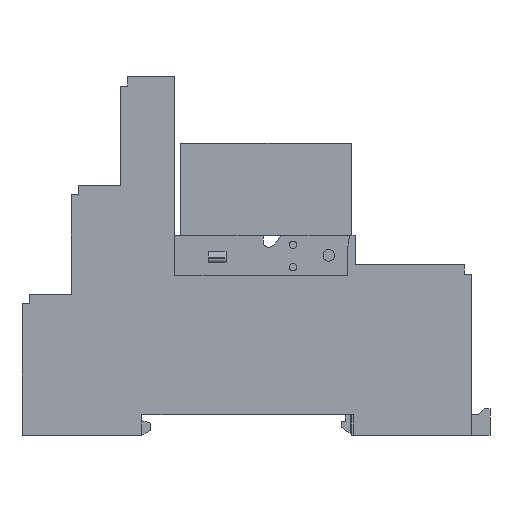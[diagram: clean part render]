
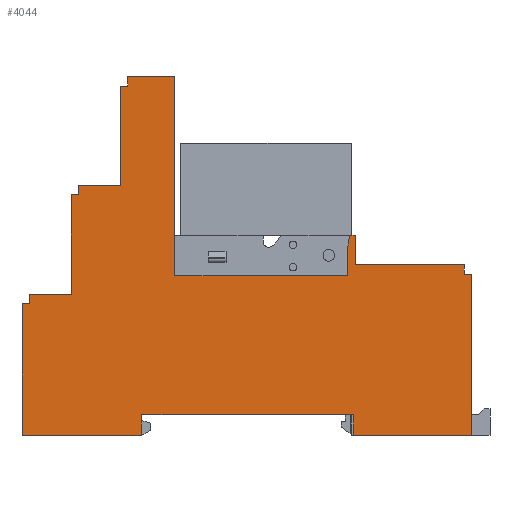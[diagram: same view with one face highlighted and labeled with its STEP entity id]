
A CAD part, left-side view. The second image highlights one B-rep face of the part: STEP entity #4044.
In plain terms, the highlighted planar face has unit normal (-1, 0, 0).
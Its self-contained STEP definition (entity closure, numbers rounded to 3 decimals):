
#51=DIRECTION('',(0.,-1.,0.));
#52=VECTOR('',#51,20.4);
#53=CARTESIAN_POINT('',(0.,76.4,0.));
#54=LINE('',#53,#52);
#55=DIRECTION('',(0.,0.,-1.));
#56=VECTOR('',#55,22.4);
#57=CARTESIAN_POINT('',(0.,76.4,22.4));
#58=LINE('',#57,#56);
#59=DIRECTION('',(0.,1.,0.));
#60=VECTOR('',#59,1.2);
#61=CARTESIAN_POINT('',(0.,75.2,22.4));
#62=LINE('',#61,#60);
#63=DIRECTION('',(0.,0.,-1.));
#64=VECTOR('',#63,1.6);
#65=CARTESIAN_POINT('',(0.,75.2,24.));
#66=LINE('',#65,#64);
#67=DIRECTION('',(0.,1.,0.));
#68=VECTOR('',#67,7.2);
#69=CARTESIAN_POINT('',(0.,68.,24.));
#70=LINE('',#69,#68);
#71=DIRECTION('',(0.,0.,-1.));
#72=VECTOR('',#71,16.9);
#73=CARTESIAN_POINT('',(0.,68.,40.9));
#74=LINE('',#73,#72);
#75=DIRECTION('',(0.,1.,0.));
#76=VECTOR('',#75,1.2);
#77=CARTESIAN_POINT('',(0.,66.8,40.9));
#78=LINE('',#77,#76);
#79=DIRECTION('',(0.,0.,-1.));
#80=VECTOR('',#79,1.6);
#81=CARTESIAN_POINT('',(0.,66.8,42.5));
#82=LINE('',#81,#80);
#83=DIRECTION('',(0.,1.,0.));
#84=VECTOR('',#83,7.2);
#85=CARTESIAN_POINT('',(0.,59.6,42.5));
#86=LINE('',#85,#84);
#87=DIRECTION('',(0.,0.,-1.));
#88=VECTOR('',#87,16.9);
#89=CARTESIAN_POINT('',(0.,59.6,59.4));
#90=LINE('',#89,#88);
#91=DIRECTION('',(0.,1.,0.));
#92=VECTOR('',#91,1.2);
#93=CARTESIAN_POINT('',(0.,58.4,59.4));
#94=LINE('',#93,#92);
#95=DIRECTION('',(0.,0.,-1.));
#96=VECTOR('',#95,1.6);
#97=CARTESIAN_POINT('',(0.,58.4,61.));
#98=LINE('',#97,#96);
#99=DIRECTION('',(0.,1.,0.));
#100=VECTOR('',#99,8.);
#101=CARTESIAN_POINT('',(0.,50.4,61.));
#102=LINE('',#101,#100);
#103=DIRECTION('',(0.,0.,1.));
#104=VECTOR('',#103,33.9);
#105=CARTESIAN_POINT('',(0.,50.4,27.1));
#106=LINE('',#105,#104);
#107=DIRECTION('',(0.,1.,0.));
#108=VECTOR('',#107,29.4);
#109=CARTESIAN_POINT('',(0.,21.,27.1));
#110=LINE('',#109,#108);
#111=DIRECTION('',(0.,0.,-1.));
#112=VECTOR('',#111,4.9);
#113=CARTESIAN_POINT('',(0.,21.,32.));
#114=LINE('',#113,#112);
#115=DIRECTION('',(0.,0.148,-0.989));
#116=VECTOR('',#115,2.022);
#117=CARTESIAN_POINT('',(0.,20.7,34.));
#118=LINE('',#117,#116);
#119=DIRECTION('',(0.,1.,0.));
#120=VECTOR('',#119,1.);
#121=CARTESIAN_POINT('',(0.,19.7,34.));
#122=LINE('',#121,#120);
#123=DIRECTION('',(0.,0.,1.));
#124=VECTOR('',#123,5.);
#125=CARTESIAN_POINT('',(0.,19.7,29.));
#126=LINE('',#125,#124);
#127=DIRECTION('',(0.,1.,0.));
#128=VECTOR('',#127,18.5);
#129=CARTESIAN_POINT('',(0.,1.2,29.));
#130=LINE('',#129,#128);
#131=DIRECTION('',(0.,0.,1.));
#132=VECTOR('',#131,1.6);
#133=CARTESIAN_POINT('',(0.,1.2,27.4));
#134=LINE('',#133,#132);
#135=DIRECTION('',(0.,1.,0.));
#136=VECTOR('',#135,1.2);
#137=CARTESIAN_POINT('',(0.,0.,27.4));
#138=LINE('',#137,#136);
#139=DIRECTION('',(0.,0.,1.));
#140=VECTOR('',#139,27.4);
#141=CARTESIAN_POINT('',(0.,0.,0.));
#142=LINE('',#141,#140);
#143=DIRECTION('',(0.,-1.,0.));
#144=VECTOR('',#143,20.);
#145=CARTESIAN_POINT('',(0.,20.,0.));
#146=LINE('',#145,#144);
#147=DIRECTION('',(0.,0.,1.));
#148=VECTOR('',#147,3.5);
#149=CARTESIAN_POINT('',(0.,20.,0.));
#150=LINE('',#149,#148);
#179=DIRECTION('',(0.,-1.,0.));
#180=VECTOR('',#179,36.);
#181=CARTESIAN_POINT('',(0.,56.,3.5));
#182=LINE('',#181,#180);
#2057=DIRECTION('',(0.,0.,1.));
#2058=VECTOR('',#2057,3.5);
#2059=CARTESIAN_POINT('',(0.,56.,0.));
#2060=LINE('',#2059,#2058);
#3027=CARTESIAN_POINT('',(0.,0.,0.));
#3028=CARTESIAN_POINT('',(0.,0.,27.4));
#3029=VERTEX_POINT('',#3027);
#3030=VERTEX_POINT('',#3028);
#3031=CARTESIAN_POINT('',(0.,1.2,27.4));
#3032=VERTEX_POINT('',#3031);
#3033=CARTESIAN_POINT('',(0.,1.2,29.));
#3034=VERTEX_POINT('',#3033);
#3035=CARTESIAN_POINT('',(0.,19.7,29.));
#3036=VERTEX_POINT('',#3035);
#3037=CARTESIAN_POINT('',(0.,19.7,34.));
#3038=VERTEX_POINT('',#3037);
#3039=CARTESIAN_POINT('',(0.,20.7,34.));
#3040=VERTEX_POINT('',#3039);
#3041=CARTESIAN_POINT('',(0.,21.,32.));
#3042=VERTEX_POINT('',#3041);
#3043=CARTESIAN_POINT('',(0.,21.,27.1));
#3044=VERTEX_POINT('',#3043);
#3045=CARTESIAN_POINT('',(0.,50.4,27.1));
#3046=VERTEX_POINT('',#3045);
#3047=CARTESIAN_POINT('',(0.,50.4,61.));
#3048=VERTEX_POINT('',#3047);
#3049=CARTESIAN_POINT('',(0.,58.4,61.));
#3050=VERTEX_POINT('',#3049);
#3051=CARTESIAN_POINT('',(0.,58.4,59.4));
#3052=VERTEX_POINT('',#3051);
#3053=CARTESIAN_POINT('',(0.,59.6,59.4));
#3054=VERTEX_POINT('',#3053);
#3055=CARTESIAN_POINT('',(0.,59.6,42.5));
#3056=VERTEX_POINT('',#3055);
#3057=CARTESIAN_POINT('',(0.,66.8,42.5));
#3058=VERTEX_POINT('',#3057);
#3059=CARTESIAN_POINT('',(0.,66.8,40.9));
#3060=VERTEX_POINT('',#3059);
#3061=CARTESIAN_POINT('',(0.,68.,40.9));
#3062=VERTEX_POINT('',#3061);
#3063=CARTESIAN_POINT('',(0.,68.,24.));
#3064=VERTEX_POINT('',#3063);
#3065=CARTESIAN_POINT('',(0.,75.2,24.));
#3066=VERTEX_POINT('',#3065);
#3067=CARTESIAN_POINT('',(0.,75.2,22.4));
#3068=VERTEX_POINT('',#3067);
#3069=CARTESIAN_POINT('',(0.,76.4,22.4));
#3070=VERTEX_POINT('',#3069);
#3071=CARTESIAN_POINT('',(0.,76.4,0.));
#3072=VERTEX_POINT('',#3071);
#3119=CARTESIAN_POINT('',(0.,56.,3.5));
#3121=VERTEX_POINT('',#3119);
#3827=CARTESIAN_POINT('',(0.,56.,0.));
#3829=VERTEX_POINT('',#3827);
#3943=CARTESIAN_POINT('',(0.,20.,0.));
#3944=CARTESIAN_POINT('',(0.,20.,3.5));
#3945=VERTEX_POINT('',#3943);
#3946=VERTEX_POINT('',#3944);
#3983=CARTESIAN_POINT('',(0.,0.,0.));
#3984=DIRECTION('',(-1.,0.,0.));
#3985=DIRECTION('',(0.,0.,1.));
#3986=AXIS2_PLACEMENT_3D('',#3983,#3984,#3985);
#3987=PLANE('',#3986);
#3989=ORIENTED_EDGE('',*,*,#3988,.F.);
#3991=ORIENTED_EDGE('',*,*,#3990,.F.);
#3993=ORIENTED_EDGE('',*,*,#3992,.F.);
#3995=ORIENTED_EDGE('',*,*,#3994,.F.);
#3997=ORIENTED_EDGE('',*,*,#3996,.F.);
#3999=ORIENTED_EDGE('',*,*,#3998,.F.);
#4001=ORIENTED_EDGE('',*,*,#4000,.F.);
#4003=ORIENTED_EDGE('',*,*,#4002,.F.);
#4005=ORIENTED_EDGE('',*,*,#4004,.F.);
#4007=ORIENTED_EDGE('',*,*,#4006,.F.);
#4009=ORIENTED_EDGE('',*,*,#4008,.F.);
#4011=ORIENTED_EDGE('',*,*,#4010,.F.);
#4013=ORIENTED_EDGE('',*,*,#4012,.F.);
#4015=ORIENTED_EDGE('',*,*,#4014,.F.);
#4017=ORIENTED_EDGE('',*,*,#4016,.F.);
#4019=ORIENTED_EDGE('',*,*,#4018,.F.);
#4021=ORIENTED_EDGE('',*,*,#4020,.F.);
#4023=ORIENTED_EDGE('',*,*,#4022,.F.);
#4025=ORIENTED_EDGE('',*,*,#4024,.F.);
#4027=ORIENTED_EDGE('',*,*,#4026,.F.);
#4029=ORIENTED_EDGE('',*,*,#4028,.F.);
#4031=ORIENTED_EDGE('',*,*,#4030,.F.);
#4033=ORIENTED_EDGE('',*,*,#4032,.F.);
#4035=ORIENTED_EDGE('',*,*,#4034,.F.);
#4037=ORIENTED_EDGE('',*,*,#4036,.F.);
#4039=ORIENTED_EDGE('',*,*,#4038,.F.);
#4041=ORIENTED_EDGE('',*,*,#4040,.T.);
#4042=EDGE_LOOP('',(#3989,#3991,#3993,#3995,#3997,#3999,#4001,#4003,#4005,#4007,
#4009,#4011,#4013,#4015,#4017,#4019,#4021,#4023,#4025,#4027,#4029,#4031,#4033,
#4035,#4037,#4039,#4041));
#4043=FACE_OUTER_BOUND('',#4042,.F.);
#3988=EDGE_CURVE('',#3121,#3946,#182,.T.);
#3990=EDGE_CURVE('',#3829,#3121,#2060,.T.);
#3992=EDGE_CURVE('',#3072,#3829,#54,.T.);
#3994=EDGE_CURVE('',#3070,#3072,#58,.T.);
#3996=EDGE_CURVE('',#3068,#3070,#62,.T.);
#3998=EDGE_CURVE('',#3066,#3068,#66,.T.);
#4000=EDGE_CURVE('',#3064,#3066,#70,.T.);
#4002=EDGE_CURVE('',#3062,#3064,#74,.T.);
#4004=EDGE_CURVE('',#3060,#3062,#78,.T.);
#4006=EDGE_CURVE('',#3058,#3060,#82,.T.);
#4008=EDGE_CURVE('',#3056,#3058,#86,.T.);
#4010=EDGE_CURVE('',#3054,#3056,#90,.T.);
#4012=EDGE_CURVE('',#3052,#3054,#94,.T.);
#4014=EDGE_CURVE('',#3050,#3052,#98,.T.);
#4016=EDGE_CURVE('',#3048,#3050,#102,.T.);
#4018=EDGE_CURVE('',#3046,#3048,#106,.T.);
#4020=EDGE_CURVE('',#3044,#3046,#110,.T.);
#4022=EDGE_CURVE('',#3042,#3044,#114,.T.);
#4024=EDGE_CURVE('',#3040,#3042,#118,.T.);
#4026=EDGE_CURVE('',#3038,#3040,#122,.T.);
#4028=EDGE_CURVE('',#3036,#3038,#126,.T.);
#4030=EDGE_CURVE('',#3034,#3036,#130,.T.);
#4032=EDGE_CURVE('',#3032,#3034,#134,.T.);
#4034=EDGE_CURVE('',#3030,#3032,#138,.T.);
#4036=EDGE_CURVE('',#3029,#3030,#142,.T.);
#4038=EDGE_CURVE('',#3945,#3029,#146,.T.);
#4040=EDGE_CURVE('',#3945,#3946,#150,.T.);
#4044=ADVANCED_FACE('',(#4043),#3987,.T.);
